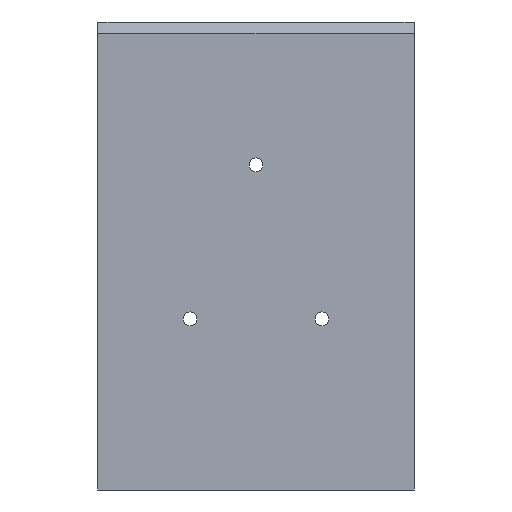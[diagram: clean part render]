
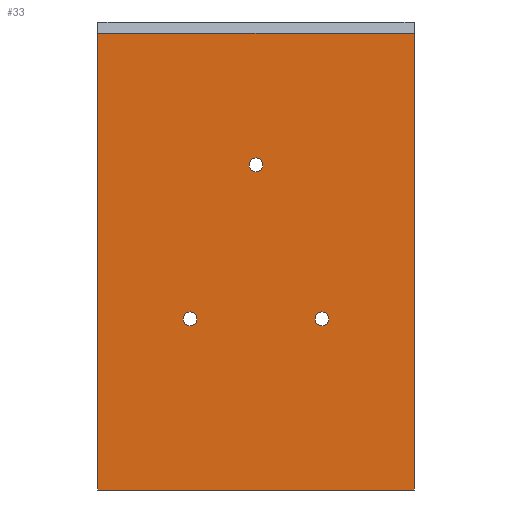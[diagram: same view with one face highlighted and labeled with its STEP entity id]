
A CAD part, front view. The second image highlights one B-rep face of the part: STEP entity #33.
In plain terms, the highlighted planar face has unit normal (0, -1, 0).
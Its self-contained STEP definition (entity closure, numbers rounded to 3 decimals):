
#33 = ADVANCED_FACE ( 'NONE', ( #1947, #1696, #2274, #842 ), #3379, .F. ) ;
#187 = ORIENTED_EDGE ( 'NONE', *, *, #341, .F. ) ;
#260 = EDGE_CURVE ( 'NONE', #2660, #1946, #2442, .T. ) ;
#290 = VERTEX_POINT ( 'NONE', #2161 ) ;
#341 = EDGE_CURVE ( 'NONE', #2660, #963, #3495, .T. ) ;
#344 = CARTESIAN_POINT ( 'NONE',  ( 33.546, 0., -107.831 ) ) ;
#361 = DIRECTION ( 'NONE',  ( 0., 0., 1. ) ) ;
#364 = DIRECTION ( 'NONE',  ( 0., 1., 0. ) ) ;
#369 = DIRECTION ( 'NONE',  ( 0., 0., 1. ) ) ;
#384 = CIRCLE ( 'NONE', #924, 2.5 ) ;
#403 = CARTESIAN_POINT ( 'NONE',  ( 81.454, 0., -105.331 ) ) ;
#458 = CIRCLE ( 'NONE', #2985, 2.5 ) ;
#463 = CARTESIAN_POINT ( 'NONE',  ( 0., 0., 0. ) ) ;
#486 = DIRECTION ( 'NONE',  ( -1., 0., 0. ) ) ;
#531 = EDGE_LOOP ( 'NONE', ( #187, #1257, #3442, #2861 ) ) ;
#539 = CIRCLE ( 'NONE', #3181, 2.5 ) ;
#581 = VERTEX_POINT ( 'NONE', #403 ) ;
#609 = EDGE_CURVE ( 'NONE', #721, #3406, #539, .T. ) ;
#634 = CARTESIAN_POINT ( 'NONE',  ( 115., 0., -4. ) ) ;
#647 = DIRECTION ( 'NONE',  ( 0., 1., 0. ) ) ;
#721 = VERTEX_POINT ( 'NONE', #734 ) ;
#732 = ORIENTED_EDGE ( 'NONE', *, *, #1245, .T. ) ;
#734 = CARTESIAN_POINT ( 'NONE',  ( 57.5, 0., -54.366 ) ) ;
#776 = EDGE_LOOP ( 'NONE', ( #2621, #732 ) ) ;
#825 = ORIENTED_EDGE ( 'NONE', *, *, #609, .T. ) ;
#842 = FACE_OUTER_BOUND ( 'NONE', #531, .T. ) ;
#864 = CARTESIAN_POINT ( 'NONE',  ( 57.5, 0., -49.366 ) ) ;
#886 = DIRECTION ( 'NONE',  ( 0., 1., 0. ) ) ;
#895 = VECTOR ( 'NONE', #2516, 1000. ) ;
#919 = AXIS2_PLACEMENT_3D ( 'NONE', #344, #886, #3454 ) ;
#922 = CARTESIAN_POINT ( 'NONE',  ( 0., 0., -4. ) ) ;
#924 = AXIS2_PLACEMENT_3D ( 'NONE', #2059, #971, #1499 ) ;
#963 = VERTEX_POINT ( 'NONE', #3541 ) ;
#971 = DIRECTION ( 'NONE',  ( 0., 1., 0. ) ) ;
#989 = CIRCLE ( 'NONE', #1933, 2.5 ) ;
#1026 = CARTESIAN_POINT ( 'NONE',  ( 115., 0., 0. ) ) ;
#1105 = EDGE_CURVE ( 'NONE', #1383, #963, #1713, .T. ) ;
#1245 = EDGE_CURVE ( 'NONE', #2671, #581, #3008, .T. ) ;
#1246 = EDGE_CURVE ( 'NONE', #1946, #1383, #2716, .T. ) ;
#1257 = ORIENTED_EDGE ( 'NONE', *, *, #260, .T. ) ;
#1283 = DIRECTION ( 'NONE',  ( 0., 1., 0. ) ) ;
#1383 = VERTEX_POINT ( 'NONE', #2956 ) ;
#1402 = CARTESIAN_POINT ( 'NONE',  ( 0., 0., 0. ) ) ;
#1432 = AXIS2_PLACEMENT_3D ( 'NONE', #2989, #1283, #2425 ) ;
#1499 = DIRECTION ( 'NONE',  ( 0., 0., 1. ) ) ;
#1505 = DIRECTION ( 'NONE',  ( 0., 0., 1. ) ) ;
#1540 = EDGE_CURVE ( 'NONE', #3491, #290, #2044, .T. ) ;
#1696 = FACE_BOUND ( 'NONE', #1745, .T. ) ;
#1713 = LINE ( 'NONE', #2217, #895 ) ;
#1745 = EDGE_LOOP ( 'NONE', ( #3237, #825 ) ) ;
#1773 = CARTESIAN_POINT ( 'NONE',  ( 33.546, 0., -107.831 ) ) ;
#1933 = AXIS2_PLACEMENT_3D ( 'NONE', #2890, #364, #1505 ) ;
#1946 = VERTEX_POINT ( 'NONE', #922 ) ;
#1947 = FACE_BOUND ( 'NONE', #2016, .T. ) ;
#2016 = EDGE_LOOP ( 'NONE', ( #2028, #3011 ) ) ;
#2028 = ORIENTED_EDGE ( 'NONE', *, *, #3527, .T. ) ;
#2044 = CIRCLE ( 'NONE', #919, 2.5 ) ;
#2059 = CARTESIAN_POINT ( 'NONE',  ( 81.454, 0., -107.831 ) ) ;
#2061 = AXIS2_PLACEMENT_3D ( 'NONE', #1402, #3395, #2486 ) ;
#2161 = CARTESIAN_POINT ( 'NONE',  ( 33.546, 0., -105.331 ) ) ;
#2217 = CARTESIAN_POINT ( 'NONE',  ( 0., 0., -170. ) ) ;
#2274 = FACE_BOUND ( 'NONE', #776, .T. ) ;
#2277 = EDGE_CURVE ( 'NONE', #581, #2671, #384, .T. ) ;
#2425 = DIRECTION ( 'NONE',  ( 0., 0., 1. ) ) ;
#2442 = LINE ( 'NONE', #3012, #3355 ) ;
#2486 = DIRECTION ( 'NONE',  ( 0., 0., 1. ) ) ;
#2516 = DIRECTION ( 'NONE',  ( 1., 0., 0. ) ) ;
#2621 = ORIENTED_EDGE ( 'NONE', *, *, #2277, .T. ) ;
#2660 = VERTEX_POINT ( 'NONE', #634 ) ;
#2671 = VERTEX_POINT ( 'NONE', #3465 ) ;
#2716 = LINE ( 'NONE', #463, #3471 ) ;
#2861 = ORIENTED_EDGE ( 'NONE', *, *, #1105, .T. ) ;
#2886 = DIRECTION ( 'NONE',  ( 0., 1., 0. ) ) ;
#2890 = CARTESIAN_POINT ( 'NONE',  ( 57.5, 0., -51.866 ) ) ;
#2916 = CARTESIAN_POINT ( 'NONE',  ( 33.546, 0., -110.331 ) ) ;
#2956 = CARTESIAN_POINT ( 'NONE',  ( 0., 0., -170. ) ) ;
#2985 = AXIS2_PLACEMENT_3D ( 'NONE', #1773, #2886, #361 ) ;
#2989 = CARTESIAN_POINT ( 'NONE',  ( 81.454, 0., -107.831 ) ) ;
#3008 = CIRCLE ( 'NONE', #1432, 2.5 ) ;
#3009 = DIRECTION ( 'NONE',  ( 0., 0., -1. ) ) ;
#3011 = ORIENTED_EDGE ( 'NONE', *, *, #1540, .T. ) ;
#3012 = CARTESIAN_POINT ( 'NONE',  ( 0., 0., -4. ) ) ;
#3118 = VECTOR ( 'NONE', #3260, 1000. ) ;
#3151 = EDGE_CURVE ( 'NONE', #3406, #721, #989, .T. ) ;
#3181 = AXIS2_PLACEMENT_3D ( 'NONE', #3444, #647, #369 ) ;
#3237 = ORIENTED_EDGE ( 'NONE', *, *, #3151, .T. ) ;
#3260 = DIRECTION ( 'NONE',  ( 0., 0., -1. ) ) ;
#3355 = VECTOR ( 'NONE', #486, 1000. ) ;
#3379 = PLANE ( 'NONE',  #2061 ) ;
#3395 = DIRECTION ( 'NONE',  ( 0., 1., 0. ) ) ;
#3406 = VERTEX_POINT ( 'NONE', #864 ) ;
#3442 = ORIENTED_EDGE ( 'NONE', *, *, #1246, .T. ) ;
#3444 = CARTESIAN_POINT ( 'NONE',  ( 57.5, 0., -51.866 ) ) ;
#3454 = DIRECTION ( 'NONE',  ( 0., 0., 1. ) ) ;
#3465 = CARTESIAN_POINT ( 'NONE',  ( 81.454, 0., -110.331 ) ) ;
#3471 = VECTOR ( 'NONE', #3009, 1000. ) ;
#3491 = VERTEX_POINT ( 'NONE', #2916 ) ;
#3495 = LINE ( 'NONE', #1026, #3118 ) ;
#3527 = EDGE_CURVE ( 'NONE', #290, #3491, #458, .T. ) ;
#3541 = CARTESIAN_POINT ( 'NONE',  ( 115., 0., -170. ) ) ;
